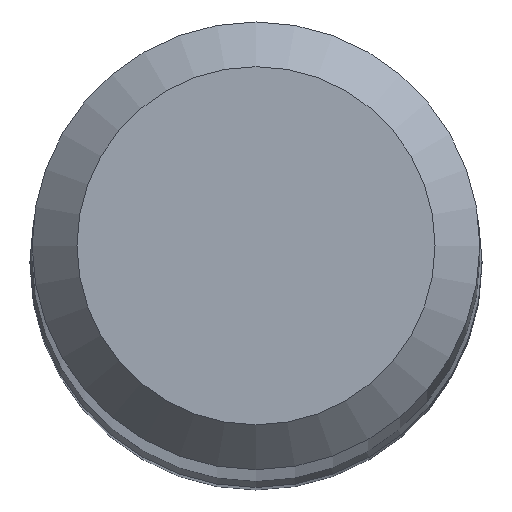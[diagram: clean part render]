
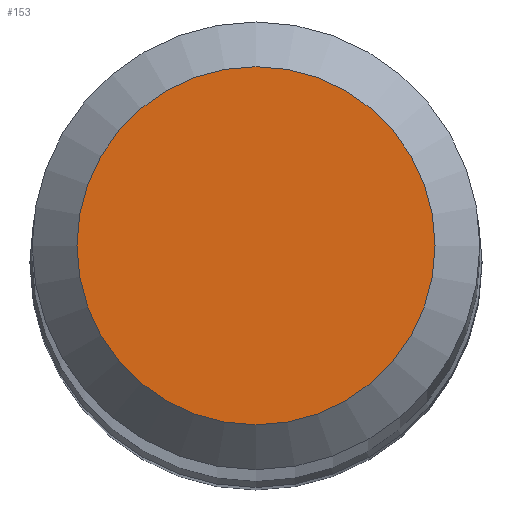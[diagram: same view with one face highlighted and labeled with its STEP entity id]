
A CAD part, top view. The second image highlights one B-rep face of the part: STEP entity #153.
In plain terms, the highlighted planar face has unit normal (0, 0, 1).
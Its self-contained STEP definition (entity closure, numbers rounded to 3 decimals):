
#84 = DIRECTION ( 'NONE',  ( 0., 1., 0. ) ) ;
#86 = EDGE_CURVE ( 'NONE', #192, #192, #238, .T. ) ;
#88 = DIRECTION ( 'NONE',  ( 0., 1., 0. ) ) ;
#91 = PLANE ( 'NONE',  #215 ) ;
#112 = AXIS2_PLACEMENT_3D ( 'NONE', #283, #128, #84 ) ;
#128 = DIRECTION ( 'NONE',  ( 0., 0., -1. ) ) ;
#132 = ORIENTED_EDGE ( 'NONE', *, *, #86, .F. ) ;
#137 = CARTESIAN_POINT ( 'NONE',  ( 0., 0., 70. ) ) ;
#153 = ADVANCED_FACE ( 'NONE', ( #253 ), #91, .F. ) ;
#192 = VERTEX_POINT ( 'NONE', #302 ) ;
#215 = AXIS2_PLACEMENT_3D ( 'NONE', #137, #227, #88 ) ;
#227 = DIRECTION ( 'NONE',  ( 0., 0., -1. ) ) ;
#238 = CIRCLE ( 'NONE', #112, 1.2 ) ;
#253 = FACE_OUTER_BOUND ( 'NONE', #279, .T. ) ;
#279 = EDGE_LOOP ( 'NONE', ( #132 ) ) ;
#283 = CARTESIAN_POINT ( 'NONE',  ( 0., 0., 70. ) ) ;
#302 = CARTESIAN_POINT ( 'NONE',  ( 0., 1.2, 70. ) ) ;
